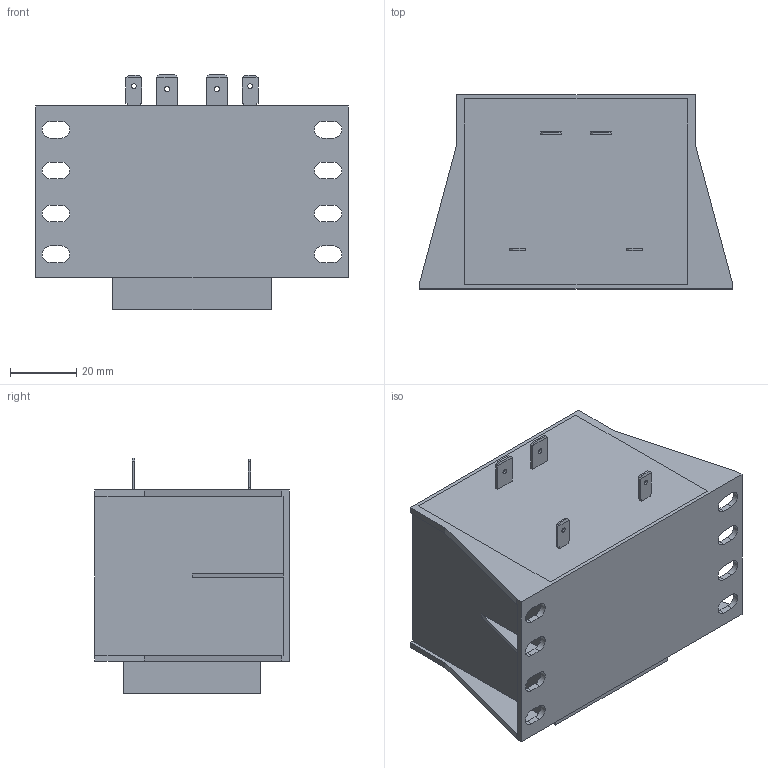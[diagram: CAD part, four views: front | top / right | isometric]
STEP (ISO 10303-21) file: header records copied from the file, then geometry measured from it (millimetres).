
FILE_DESCRIPTION (( 'STEP AP214' ), '1' );
FILE_NAME ('898548.STEP', '2024-06-11T11:31:26', ( '' ), ( '' ), 'SwSTEP 2.0', 'SolidWorks 2022', '' );
FILE_SCHEMA (( 'AUTOMOTIVE_DESIGN' ));
Length unit declared in the file: millimetre
Products named in the file (1): 898548
Bounding box: 94 x 58.5 x 70.8 mm (x, y, z)
Volume: 233335.6 mm3; surface area: 28601.7 mm2
Topology: 1 solids, 1 shells, 118 faces, 318 edges, 208 vertices
Faces by surface type: plane 94, cylinder 24
Entity records: 3736 total; most frequent: CARTESIAN_POINT 645, ORIENTED_EDGE 636, DIRECTION 604, EDGE_CURVE 318, VECTOR 270, LINE 270, VERTEX_POINT 208, AXIS2_PLACEMENT_3D 167
